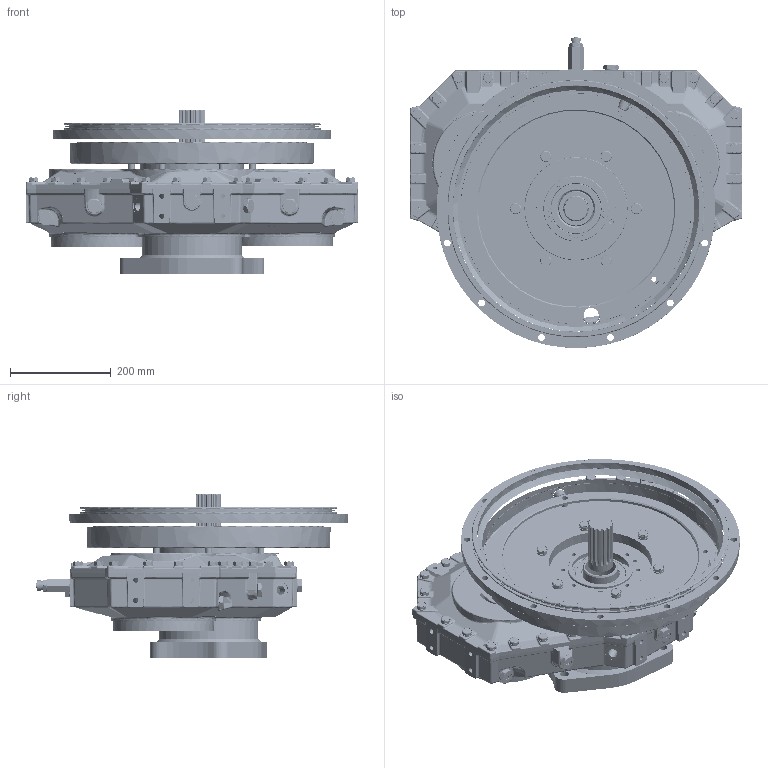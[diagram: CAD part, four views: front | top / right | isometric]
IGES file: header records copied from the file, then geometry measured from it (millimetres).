
Start section: SolidWorks IGES file using analytic representation for surfaces
Global section: file name: 1029017AA.igs; native system: SolidWorks 2015; preprocessor: SolidWorks 2015; author: smtservice; date: 190318.044334; units: millimetre
Bounding box: 660 x 620.3 x 327.5 mm (x, y, z)
Surface area: 2461702.1 mm2 (no closed solid volume)
Topology: 0 solids, 2 shells, 6620 faces, 100823 edges, 99724 vertices
Faces by surface type: bspline 4439, revolution 2181
